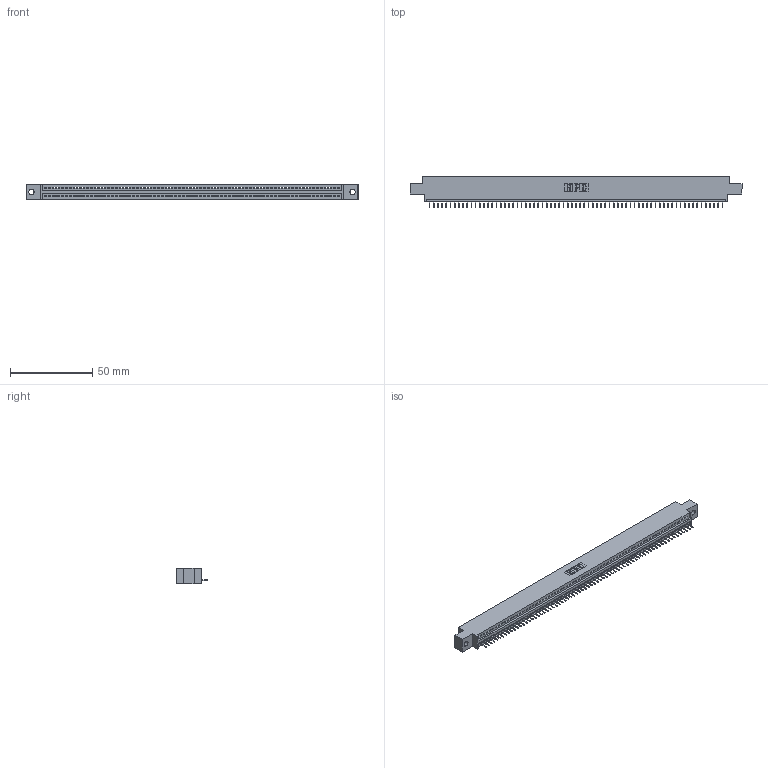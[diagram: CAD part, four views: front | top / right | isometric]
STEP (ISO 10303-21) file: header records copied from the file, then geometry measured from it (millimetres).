
FILE_DESCRIPTION (( 'STEP AP203' ), '1' );
FILE_NAME ('395-071-524-602.STEP', '2019-10-26T04:39:07', ( '' ), ( '' ), 'SwSTEP 2.0', 'SolidWorks 2016', '' );
FILE_SCHEMA (( 'CONFIG_CONTROL_DESIGN' ));
Length unit declared in the file: inch
Products named in the file (3): 395-071-524-602; 345 Part_0.170 Offset - 0.128 Dia; 345-292-001_345-293-124
Assembly tree (72 placements, depth 2):
  395-071-524-602
    345 Part_0.170 Offset - 0.128 Dia
    345-292-001_345-293-124  x71
Bounding box: 201.55 x 19.35 x 9.4 mm (x, y, z)
Volume: 18950.4 mm3; surface area: 24535.7 mm2
Topology: 72 solids, 72 shells, 4532 faces, 13133 edges, 8470 vertices
Faces by surface type: plane 3350, cylinder 1182
Entity records: 49741 total; most frequent: ORIENTED_EDGE 8626, CARTESIAN_POINT 8621, DIRECTION 7487, EDGE_CURVE 4313, LINE 3901, VECTOR 3901, VERTEX_POINT 2870, AXIS2_PLACEMENT_3D 1793
